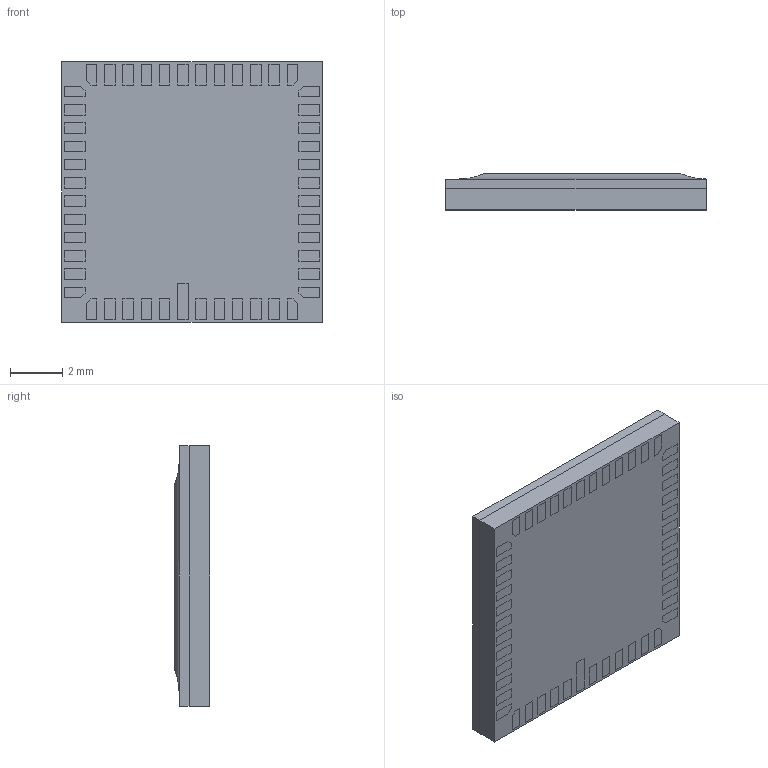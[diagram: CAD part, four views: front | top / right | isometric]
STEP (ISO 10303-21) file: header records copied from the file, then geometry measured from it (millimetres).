
FILE_DESCRIPTION (( 'STEP AP214' ), '1' );
FILE_NAME ('MT9P031I12STC-DP.STEP', '2020-02-15T13:02:38', ( '' ), ( '' ), 'SwSTEP 2.0', 'SolidWorks 2017', '' );
FILE_SCHEMA (( 'AUTOMOTIVE_DESIGN' ));
Length unit declared in the file: millimetre
Products named in the file (1): MT9P031I12STC-DP
Bounding box: 10 x 1.38 x 10 mm (x, y, z)
Volume: 130.1 mm3; surface area: 651 mm2
Topology: 52 solids, 52 shells, 581 faces, 1280 edges, 852 vertices
Faces by surface type: plane 577, cylinder 4
Entity records: 16119 total; most frequent: CARTESIAN_POINT 2726, ORIENTED_EDGE 2560, DIRECTION 2440, EDGE_CURVE 1280, VECTOR 1276, LINE 1276, VERTEX_POINT 852, EDGE_LOOP 632
